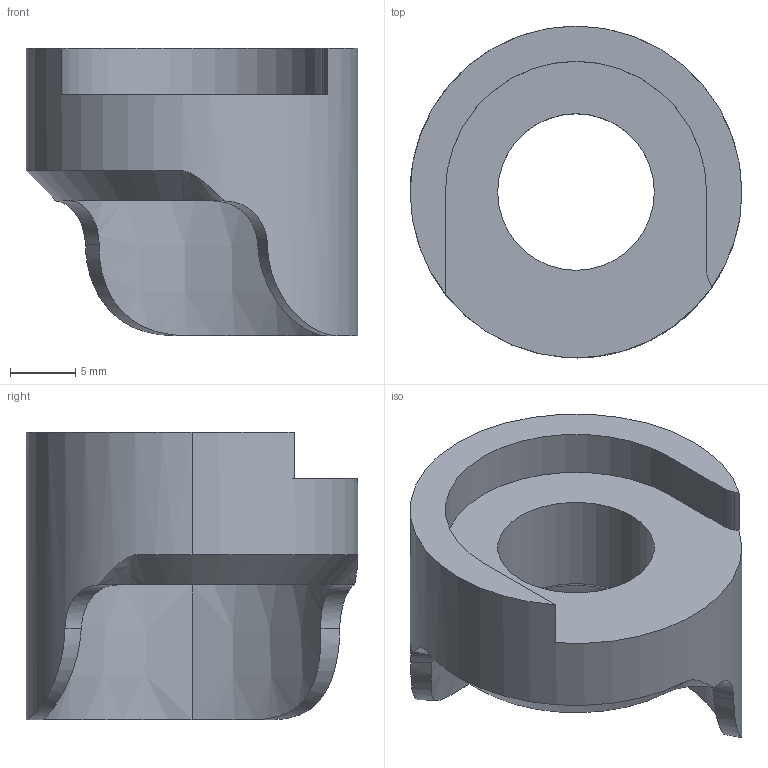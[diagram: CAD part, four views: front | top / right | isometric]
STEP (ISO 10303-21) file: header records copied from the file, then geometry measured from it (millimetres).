
FILE_DESCRIPTION (( 'STEP AP214' ), '1' );
FILE_NAME ('DR209XL_1OD.STEP', '2019-01-24T19:12:06', ( 'JeffCAD' ), ( 'Microsoft' ), 'SwSTEP 2.0', 'SolidWorks 2018', '' );
FILE_SCHEMA (( 'AUTOMOTIVE_DESIGN' ));
Length unit declared in the file: inch
Products named in the file (1): DR209XL_1OD
Bounding box: 25.4 x 25.4 x 22 mm (x, y, z)
Volume: 4187.5 mm3; surface area: 2852.4 mm2
Topology: 1 solids, 1 shells, 26 faces, 68 edges, 44 vertices
Faces by surface type: cylinder 10, plane 9, cone 7
Entity records: 1009 total; most frequent: CARTESIAN_POINT 325, ORIENTED_EDGE 136, DIRECTION 135, EDGE_CURVE 68, AXIS2_PLACEMENT_3D 52, VERTEX_POINT 44, VECTOR 31, LINE 31
